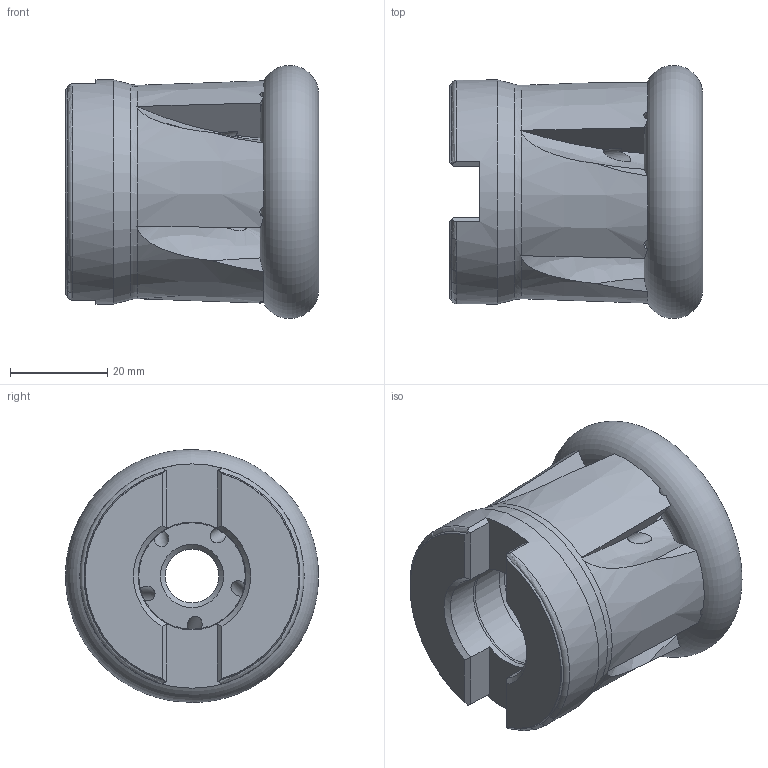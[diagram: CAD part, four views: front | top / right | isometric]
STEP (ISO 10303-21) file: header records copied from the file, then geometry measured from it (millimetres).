
FILE_DESCRIPTION (( 'STEP AP214' ), '1' );
FILE_NAME ('KAF-052-512-5.STEP', '2013-11-11T09:49:00', ( '' ), ( '' ), 'SwSTEP 2.0', 'SolidWorks 2013', '' );
FILE_SCHEMA (( 'AUTOMOTIVE_DESIGN' ));
Length unit declared in the file: millimetre
Products named in the file (1): KAF-052-512-5
Bounding box: 51.99 x 51.91 x 51.91 mm (x, y, z)
Volume: 64851.3 mm3; surface area: 15866.4 mm2
Topology: 1 solids, 1 shells, 116 faces, 376 edges, 243 vertices
Faces by surface type: plane 65, cone 19, cylinder 16, bspline 10, torus 6
Full cylindrical faces by diameter (mm): 3 x5, 11 x1, 16.5 x1, 21.85 x1, 22.15 x1, 22.3 x1, 46 x1
Entity records: 5056 total; most frequent: CARTESIAN_POINT 2094, ORIENTED_EDGE 696, DIRECTION 490, EDGE_CURVE 348, VERTEX_POINT 233, AXIS2_PLACEMENT_3D 180, EDGE_LOOP 145, VECTOR 130
